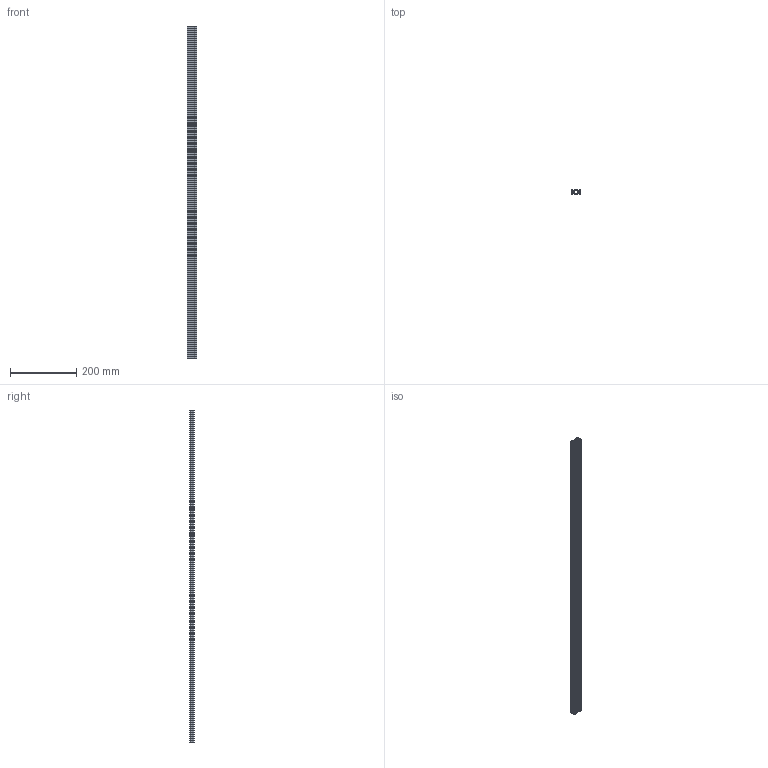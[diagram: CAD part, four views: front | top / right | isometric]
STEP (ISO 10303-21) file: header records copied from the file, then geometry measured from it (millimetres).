
FILE_DESCRIPTION (( 'STEP AP214' ), '1' );
FILE_NAME ('113X Êîíñòðóêöèîííûé ïðîôèëü 15õ30.STEP', '2019-10-28T13:56:56', ( 'Windows User' ), ( '' ), 'SwSTEP 2.0', 'SolidWorks 2019', '' );
FILE_SCHEMA (( 'AUTOMOTIVE_DESIGN' ));
Length unit declared in the file: millimetre
Products named in the file (1): 113X Êîíñòðóêöèîííûé ïðîôèëü 15õ30
Bounding box: 30 x 15 x 1000 mm (x, y, z)
Volume: 177274.7 mm3; surface area: 230133.1 mm2
Topology: 1 solids, 1 shells, 306 faces, 912 edges, 608 vertices
Faces by surface type: cylinder 156, plane 150
Entity records: 10406 total; most frequent: DIRECTION 1838, CARTESIAN_POINT 1827, ORIENTED_EDGE 1824, EDGE_CURVE 912, AXIS2_PLACEMENT_3D 619, VERTEX_POINT 608, VECTOR 600, LINE 600
